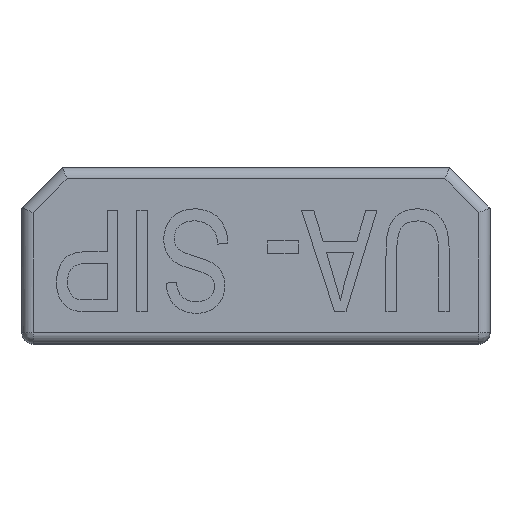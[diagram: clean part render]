
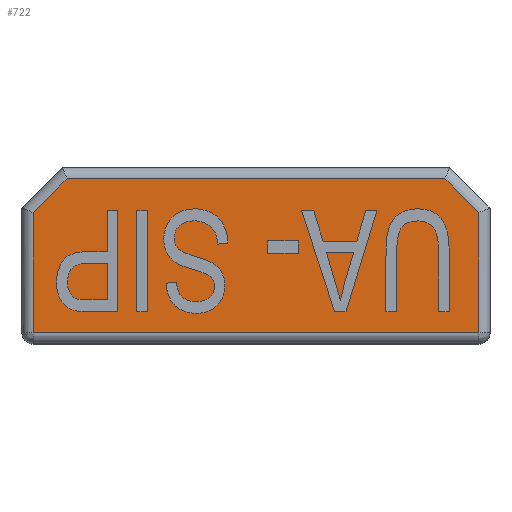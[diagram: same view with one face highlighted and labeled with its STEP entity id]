
A CAD part, top view. The second image highlights one B-rep face of the part: STEP entity #722.
In plain terms, the highlighted planar face has unit normal (0, 0, 1).
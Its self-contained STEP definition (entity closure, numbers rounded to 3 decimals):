
#49 = CARTESIAN_POINT ( 'NONE',  ( 3.769, 1.47, 3.1 ) ) ;
#91 = VECTOR ( 'NONE', #212, 1000. ) ;
#172 = VERTEX_POINT ( 'NONE', #1156 ) ;
#187 = CARTESIAN_POINT ( 'NONE',  ( 4.07, 0.1, 3.1 ) ) ;
#212 = DIRECTION ( 'NONE',  ( -0.707, -0.707, 0. ) ) ;
#559 = VECTOR ( 'NONE', #1236, 1000. ) ;
#722 = ADVANCED_FACE ( 'NONE', ( #3675 ), #1190, .T. ) ;
#751 = CARTESIAN_POINT ( 'NONE',  ( 0.1, 0., 3.1 ) ) ;
#864 = CARTESIAN_POINT ( 'NONE',  ( 0., 0.1, 3.1 ) ) ;
#894 = CARTESIAN_POINT ( 'NONE',  ( 0.401, 1.47, 3.1 ) ) ;
#977 = LINE ( 'NONE', #1530, #91 ) ;
#1077 = EDGE_CURVE ( 'NONE', #2542, #172, #2727, .T. ) ;
#1156 = CARTESIAN_POINT ( 'NONE',  ( 0.1, 0.1, 3.1 ) ) ;
#1190 = PLANE ( 'NONE',  #3161 ) ;
#1200 = CARTESIAN_POINT ( 'NONE',  ( 0., 0., 3.1 ) ) ;
#1236 = DIRECTION ( 'NONE',  ( -1., 0., 0. ) ) ;
#1341 = VECTOR ( 'NONE', #1929, 1000. ) ;
#1530 = CARTESIAN_POINT ( 'NONE',  ( 0.401, 1.47, 3.1 ) ) ;
#1545 = DIRECTION ( 'NONE',  ( -1., 0., 0. ) ) ;
#1783 = EDGE_CURVE ( 'NONE', #3289, #3645, #1791, .T. ) ;
#1791 = LINE ( 'NONE', #3204, #3476 ) ;
#1825 = VECTOR ( 'NONE', #3108, 1000. ) ;
#1929 = DIRECTION ( 'NONE',  ( 0., 1., 0. ) ) ;
#1945 = ORIENTED_EDGE ( 'NONE', *, *, #4129, .F. ) ;
#1986 = VECTOR ( 'NONE', #1545, 1000. ) ;
#2096 = LINE ( 'NONE', #864, #1986 ) ;
#2254 = CARTESIAN_POINT ( 'NONE',  ( 4.07, 0., 3.1 ) ) ;
#2317 = VERTEX_POINT ( 'NONE', #894 ) ;
#2338 = ORIENTED_EDGE ( 'NONE', *, *, #1783, .T. ) ;
#2541 = DIRECTION ( 'NONE',  ( -0.707, 0.707, 0. ) ) ;
#2542 = VERTEX_POINT ( 'NONE', #2760 ) ;
#2727 = LINE ( 'NONE', #751, #1825 ) ;
#2760 = CARTESIAN_POINT ( 'NONE',  ( 0.1, 1.169, 3.1 ) ) ;
#2815 = DIRECTION ( 'NONE',  ( 1., 0., 0. ) ) ;
#2896 = EDGE_LOOP ( 'NONE', ( #3014, #3977, #3604, #1945, #4282, #2338 ) ) ;
#3014 = ORIENTED_EDGE ( 'NONE', *, *, #4199, .T. ) ;
#3108 = DIRECTION ( 'NONE',  ( 0., -1., 0. ) ) ;
#3142 = LINE ( 'NONE', #2254, #1341 ) ;
#3156 = VERTEX_POINT ( 'NONE', #187 ) ;
#3161 = AXIS2_PLACEMENT_3D ( 'NONE', #1200, #3913, #2815 ) ;
#3197 = EDGE_CURVE ( 'NONE', #2317, #2542, #977, .T. ) ;
#3204 = CARTESIAN_POINT ( 'NONE',  ( 4.07, 1.169, 3.1 ) ) ;
#3244 = LINE ( 'NONE', #3611, #559 ) ;
#3265 = CARTESIAN_POINT ( 'NONE',  ( 4.07, 1.169, 3.1 ) ) ;
#3289 = VERTEX_POINT ( 'NONE', #3265 ) ;
#3476 = VECTOR ( 'NONE', #2541, 1000. ) ;
#3604 = ORIENTED_EDGE ( 'NONE', *, *, #1077, .T. ) ;
#3611 = CARTESIAN_POINT ( 'NONE',  ( 0., 1.47, 3.1 ) ) ;
#3645 = VERTEX_POINT ( 'NONE', #49 ) ;
#3675 = FACE_OUTER_BOUND ( 'NONE', #2896, .T. ) ;
#3913 = DIRECTION ( 'NONE',  ( 0., 0., 1. ) ) ;
#3977 = ORIENTED_EDGE ( 'NONE', *, *, #3197, .T. ) ;
#4129 = EDGE_CURVE ( 'NONE', #3156, #172, #2096, .T. ) ;
#4199 = EDGE_CURVE ( 'NONE', #3645, #2317, #3244, .T. ) ;
#4219 = EDGE_CURVE ( 'NONE', #3156, #3289, #3142, .T. ) ;
#4282 = ORIENTED_EDGE ( 'NONE', *, *, #4219, .T. ) ;
